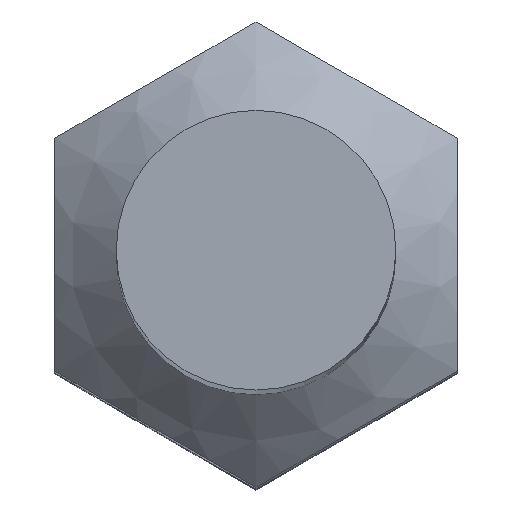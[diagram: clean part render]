
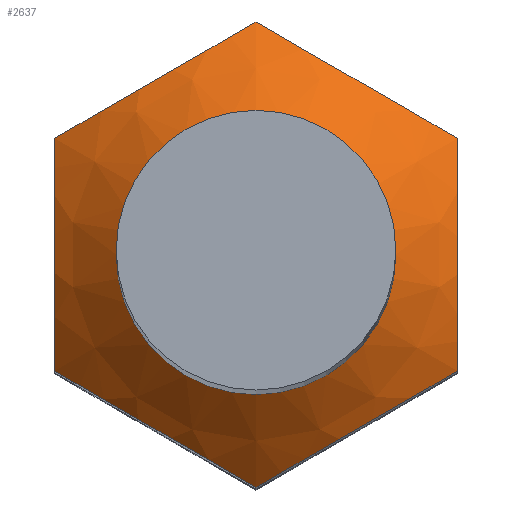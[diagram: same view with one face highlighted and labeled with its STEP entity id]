
A CAD part, top view. The second image highlights one B-rep face of the part: STEP entity #2637.
In plain terms, the highlighted conical face has half-angle 49.034 degrees and reference radius 2.935 mm.
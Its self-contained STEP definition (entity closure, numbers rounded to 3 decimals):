
#27=(
BOUNDED_CURVE()
B_SPLINE_CURVE(2,(#5196,#5197,#5198),.UNSPECIFIED.,.F.,.F.)
B_SPLINE_CURVE_WITH_KNOTS((3,3),(0.,0.376),.UNSPECIFIED.)
CURVE()
GEOMETRIC_REPRESENTATION_ITEM()
RATIONAL_B_SPLINE_CURVE((1.,1.155,1.))
REPRESENTATION_ITEM('')
);
#28=(
BOUNDED_CURVE()
B_SPLINE_CURVE(2,(#5200,#5201,#5202),.UNSPECIFIED.,.F.,.F.)
B_SPLINE_CURVE_WITH_KNOTS((3,3),(0.,0.376),.UNSPECIFIED.)
CURVE()
GEOMETRIC_REPRESENTATION_ITEM()
RATIONAL_B_SPLINE_CURVE((1.,1.155,1.))
REPRESENTATION_ITEM('')
);
#29=(
BOUNDED_CURVE()
B_SPLINE_CURVE(2,(#5204,#5205,#5206),.UNSPECIFIED.,.F.,.F.)
B_SPLINE_CURVE_WITH_KNOTS((3,3),(0.,0.376),.UNSPECIFIED.)
CURVE()
GEOMETRIC_REPRESENTATION_ITEM()
RATIONAL_B_SPLINE_CURVE((1.,1.155,1.))
REPRESENTATION_ITEM('')
);
#30=(
BOUNDED_CURVE()
B_SPLINE_CURVE(2,(#5208,#5209,#5210),.UNSPECIFIED.,.F.,.F.)
B_SPLINE_CURVE_WITH_KNOTS((3,3),(0.,0.376),.UNSPECIFIED.)
CURVE()
GEOMETRIC_REPRESENTATION_ITEM()
RATIONAL_B_SPLINE_CURVE((1.,1.155,1.))
REPRESENTATION_ITEM('')
);
#31=(
BOUNDED_CURVE()
B_SPLINE_CURVE(2,(#5212,#5213,#5214),.UNSPECIFIED.,.F.,.F.)
B_SPLINE_CURVE_WITH_KNOTS((3,3),(0.,0.376),.UNSPECIFIED.)
CURVE()
GEOMETRIC_REPRESENTATION_ITEM()
RATIONAL_B_SPLINE_CURVE((1.,1.155,1.))
REPRESENTATION_ITEM('')
);
#32=(
BOUNDED_CURVE()
B_SPLINE_CURVE(2,(#5215,#5216,#5217),.UNSPECIFIED.,.F.,.F.)
B_SPLINE_CURVE_WITH_KNOTS((3,3),(0.,0.376),.UNSPECIFIED.)
CURVE()
GEOMETRIC_REPRESENTATION_ITEM()
RATIONAL_B_SPLINE_CURVE((1.,1.155,1.))
REPRESENTATION_ITEM('')
);
#35=CONICAL_SURFACE('',#2715,2.935,0.856);
#37=CIRCLE('',#2710,2.203);
#38=CIRCLE('',#2711,2.203);
#248=FACE_OUTER_BOUND('',#389,.T.);
#389=EDGE_LOOP('',(#2264,#2265,#2266,#2267,#2268,#2269,#2270,#2271,#2272,
#2273));
#777=LINE('',#5194,#984);
#984=VECTOR('',#3025,2.935);
#1234=VERTEX_POINT('',#5158);
#1235=VERTEX_POINT('',#5160);
#1243=VERTEX_POINT('',#5193);
#1244=VERTEX_POINT('',#5195);
#1245=VERTEX_POINT('',#5199);
#1246=VERTEX_POINT('',#5203);
#1247=VERTEX_POINT('',#5207);
#1248=VERTEX_POINT('',#5211);
#1617=EDGE_CURVE('',#1234,#1235,#37,.T.);
#1618=EDGE_CURVE('',#1235,#1234,#38,.T.);
#1627=EDGE_CURVE('',#1235,#1243,#777,.T.);
#1628=EDGE_CURVE('',#1244,#1243,#27,.T.);
#1629=EDGE_CURVE('',#1245,#1244,#28,.T.);
#1630=EDGE_CURVE('',#1246,#1245,#29,.T.);
#1631=EDGE_CURVE('',#1247,#1246,#30,.T.);
#1632=EDGE_CURVE('',#1248,#1247,#31,.T.);
#1633=EDGE_CURVE('',#1243,#1248,#32,.T.);
#2264=ORIENTED_EDGE('',*,*,#1617,.F.);
#2265=ORIENTED_EDGE('',*,*,#1618,.F.);
#2266=ORIENTED_EDGE('',*,*,#1627,.T.);
#2267=ORIENTED_EDGE('',*,*,#1628,.F.);
#2268=ORIENTED_EDGE('',*,*,#1629,.F.);
#2269=ORIENTED_EDGE('',*,*,#1630,.F.);
#2270=ORIENTED_EDGE('',*,*,#1631,.F.);
#2271=ORIENTED_EDGE('',*,*,#1632,.F.);
#2272=ORIENTED_EDGE('',*,*,#1633,.F.);
#2273=ORIENTED_EDGE('',*,*,#1627,.F.);
#2637=ADVANCED_FACE('',(#248),#35,.T.);
#2710=AXIS2_PLACEMENT_3D('',#5161,#3012,#3013);
#2711=AXIS2_PLACEMENT_3D('',#5162,#3014,#3015);
#2715=AXIS2_PLACEMENT_3D('',#5192,#3023,#3024);
#3012=DIRECTION('center_axis',(0.,0.,1.));
#3013=DIRECTION('ref_axis',(0.,1.,0.));
#3014=DIRECTION('center_axis',(0.,0.,1.));
#3015=DIRECTION('ref_axis',(0.,1.,0.));
#3023=DIRECTION('center_axis',(0.,0.,-1.));
#3024=DIRECTION('ref_axis',(0.,1.,0.));
#3025=DIRECTION('',(0.,-0.755,-0.656));
#5158=CARTESIAN_POINT('',(2.203,0.,25.781));
#5160=CARTESIAN_POINT('',(0.,-2.203,25.781));
#5161=CARTESIAN_POINT('Origin',(0.,0.,25.781));
#5162=CARTESIAN_POINT('Origin',(0.,0.,25.781));
#5192=CARTESIAN_POINT('Origin',(0.,0.,25.146));
#5193=CARTESIAN_POINT('',(0.,-3.666,24.511));
#5194=CARTESIAN_POINT('',(0.,-2.935,25.146));
#5195=CARTESIAN_POINT('',(3.175,-1.833,24.511));
#5196=CARTESIAN_POINT('Ctrl Pts',(3.175,-1.833,24.511));
#5197=CARTESIAN_POINT('Ctrl Pts',(1.588,-2.75,25.307));
#5198=CARTESIAN_POINT('Ctrl Pts',(0.,-3.666,
24.511));
#5199=CARTESIAN_POINT('',(3.175,1.833,24.511));
#5200=CARTESIAN_POINT('Ctrl Pts',(3.175,1.833,24.511));
#5201=CARTESIAN_POINT('Ctrl Pts',(3.175,0.,25.307));
#5202=CARTESIAN_POINT('Ctrl Pts',(3.175,-1.833,24.511));
#5203=CARTESIAN_POINT('',(0.,3.666,24.511));
#5204=CARTESIAN_POINT('Ctrl Pts',(0.,3.666,
24.511));
#5205=CARTESIAN_POINT('Ctrl Pts',(1.588,2.75,25.307));
#5206=CARTESIAN_POINT('Ctrl Pts',(3.175,1.833,24.511));
#5207=CARTESIAN_POINT('',(-3.175,1.833,24.511));
#5208=CARTESIAN_POINT('Ctrl Pts',(-3.175,1.833,24.511));
#5209=CARTESIAN_POINT('Ctrl Pts',(-1.588,2.75,25.307));
#5210=CARTESIAN_POINT('Ctrl Pts',(0.,3.666,
24.511));
#5211=CARTESIAN_POINT('',(-3.175,-1.833,24.511));
#5212=CARTESIAN_POINT('Ctrl Pts',(-3.175,-1.833,24.511));
#5213=CARTESIAN_POINT('Ctrl Pts',(-3.175,0.,25.307));
#5214=CARTESIAN_POINT('Ctrl Pts',(-3.175,1.833,24.511));
#5215=CARTESIAN_POINT('Ctrl Pts',(0.,-3.666,
24.511));
#5216=CARTESIAN_POINT('Ctrl Pts',(-1.588,-2.75,25.307));
#5217=CARTESIAN_POINT('Ctrl Pts',(-3.175,-1.833,24.511));
